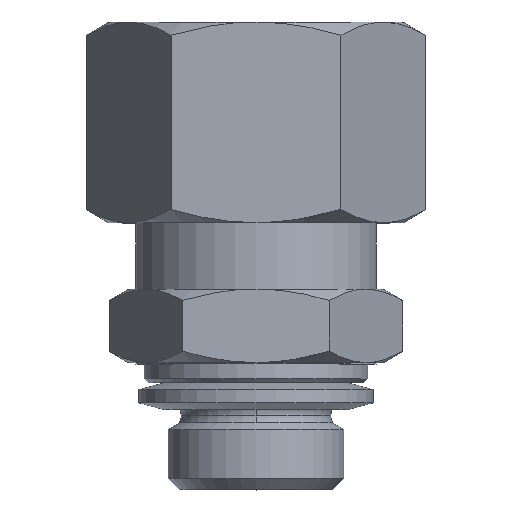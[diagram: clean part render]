
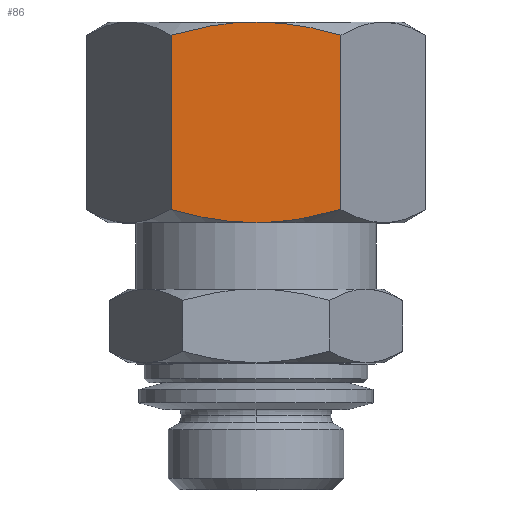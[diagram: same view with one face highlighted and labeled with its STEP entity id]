
A CAD part, top view. The second image highlights one B-rep face of the part: STEP entity #86.
In plain terms, the highlighted planar face has unit normal (0, 0, 1).
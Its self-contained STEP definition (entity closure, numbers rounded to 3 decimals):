
#86=ADVANCED_FACE('',(#211),#212,.T.);
#211=FACE_OUTER_BOUND('',#383,.T.);
#212=PLANE('',#384);
#383=EDGE_LOOP('',(#744,#745,#746,#747,#748,#749));
#384=AXIS2_PLACEMENT_3D('',#750,#751,#752);
#744=ORIENTED_EDGE('',*,*,#1167,.F.);
#745=ORIENTED_EDGE('',*,*,#1164,.F.);
#746=ORIENTED_EDGE('',*,*,#1190,.T.);
#747=ORIENTED_EDGE('',*,*,#1182,.F.);
#748=ORIENTED_EDGE('',*,*,#1179,.F.);
#749=ORIENTED_EDGE('',*,*,#1191,.F.);
#750=CARTESIAN_POINT('',(0.,19.958,11.0));
#751=DIRECTION('',(0.,0.0,1.0));
#752=DIRECTION('',(1.0,0.0,0.));
#1164=EDGE_CURVE('',#1414,#1403,#1415,.T.);
#1167=EDGE_CURVE('',#1403,#1417,#1419,.T.);
#1179=EDGE_CURVE('',#1436,#1437,#1438,.T.);
#1182=EDGE_CURVE('',#1437,#1441,#1442,.T.);
#1190=EDGE_CURVE('',#1414,#1441,#1452,.T.);
#1191=EDGE_CURVE('',#1417,#1436,#1453,.T.);
#1403=VERTEX_POINT('',#1803);
#1414=VERTEX_POINT('',#1814);
#1415=(B_SPLINE_CURVE(2,(#1816,#1817,#1818,#1819,#1820),.UNSPECIFIED.,.F.,.F.)B_SPLINE_CURVE_WITH_KNOTS((3,2,3),(0.0,6.45,12.899),.UNSPECIFIED.)RATIONAL_B_SPLINE_CURVE((1.0,1.038,1.0,1.038,1.0))BOUNDED_CURVE()REPRESENTATION_ITEM('')GEOMETRIC_REPRESENTATION_ITEM()CURVE());
#1417=VERTEX_POINT('',#1839);
#1419=(B_SPLINE_CURVE(2,(#1853,#1854,#1855,#1856,#1857),.UNSPECIFIED.,.F.,.F.)B_SPLINE_CURVE_WITH_KNOTS((3,2,3),(0.0,6.45,12.899),.UNSPECIFIED.)RATIONAL_B_SPLINE_CURVE((1.0,1.038,1.0,1.038,1.0))BOUNDED_CURVE()REPRESENTATION_ITEM('')GEOMETRIC_REPRESENTATION_ITEM()CURVE());
#1436=VERTEX_POINT('',#1979);
#1437=VERTEX_POINT('',#1980);
#1438=(B_SPLINE_CURVE(2,(#1982,#1983,#1984,#1985,#1986),.UNSPECIFIED.,.F.,.F.)B_SPLINE_CURVE_WITH_KNOTS((3,2,3),(0.0,6.45,12.899),.UNSPECIFIED.)RATIONAL_B_SPLINE_CURVE((1.0,1.038,1.0,1.038,1.0))BOUNDED_CURVE()REPRESENTATION_ITEM('')GEOMETRIC_REPRESENTATION_ITEM()CURVE());
#1441=VERTEX_POINT('',#2006);
#1442=(B_SPLINE_CURVE(2,(#2008,#2009,#2010,#2011,#2012),.UNSPECIFIED.,.F.,.F.)B_SPLINE_CURVE_WITH_KNOTS((3,2,3),(0.0,6.45,12.899),.UNSPECIFIED.)RATIONAL_B_SPLINE_CURVE((1.0,1.038,1.0,1.038,1.0))BOUNDED_CURVE()REPRESENTATION_ITEM('')GEOMETRIC_REPRESENTATION_ITEM()CURVE());
#1452=LINE('',#2072,#2073);
#1453=LINE('',#2074,#2075);
#1803=CARTESIAN_POINT('',(0.,19.958,11.0));
#1814=CARTESIAN_POINT('',(6.351,20.941,11.0));
#1816=CARTESIAN_POINT('',(6.357,20.943,11.0));
#1817=CARTESIAN_POINT('',(2.95,19.958,11.0));
#1818=CARTESIAN_POINT('',(0.,19.958,11.0));
#1819=CARTESIAN_POINT('',(-2.95,19.958,11.0));
#1820=CARTESIAN_POINT('',(-6.357,20.943,11.0));
#1839=CARTESIAN_POINT('',(-6.351,20.941,11.0));
#1853=CARTESIAN_POINT('',(6.357,20.943,11.0));
#1854=CARTESIAN_POINT('',(2.95,19.958,11.0));
#1855=CARTESIAN_POINT('',(0.,19.958,11.0));
#1856=CARTESIAN_POINT('',(-2.95,19.958,11.0));
#1857=CARTESIAN_POINT('',(-6.357,20.943,11.0));
#1979=CARTESIAN_POINT('',(-6.351,33.976,11.0));
#1980=CARTESIAN_POINT('',(0.,34.958,11.0));
#1982=CARTESIAN_POINT('',(-6.357,33.974,11.0));
#1983=CARTESIAN_POINT('',(-2.95,34.958,11.0));
#1984=CARTESIAN_POINT('',(0.,34.958,11.0));
#1985=CARTESIAN_POINT('',(2.95,34.958,11.0));
#1986=CARTESIAN_POINT('',(6.357,33.974,11.0));
#2006=CARTESIAN_POINT('',(6.351,33.976,11.0));
#2008=CARTESIAN_POINT('',(-6.357,33.974,11.0));
#2009=CARTESIAN_POINT('',(-2.95,34.958,11.0));
#2010=CARTESIAN_POINT('',(0.,34.958,11.0));
#2011=CARTESIAN_POINT('',(2.95,34.958,11.0));
#2012=CARTESIAN_POINT('',(6.357,33.974,11.0));
#2072=CARTESIAN_POINT('',(6.351,19.958,11.0));
#2073=VECTOR('',#2582,1.0);
#2074=CARTESIAN_POINT('',(-6.351,19.958,11.0));
#2075=VECTOR('',#2583,1.0);
#2582=DIRECTION('',(0.0,1.0,0.0));
#2583=DIRECTION('',(0.0,1.0,0.0));
